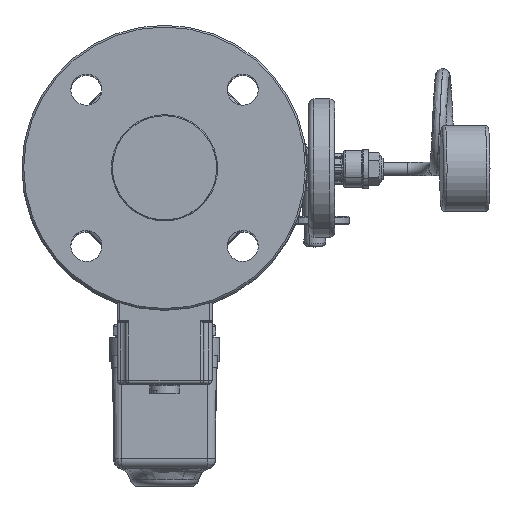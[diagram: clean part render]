
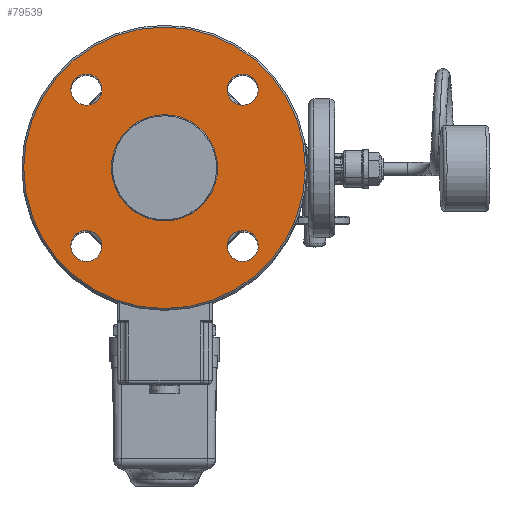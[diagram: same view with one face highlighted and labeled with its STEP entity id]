
A CAD part, top view. The second image highlights one B-rep face of the part: STEP entity #79539.
In plain terms, the highlighted planar face has unit normal (0, 0, 1).
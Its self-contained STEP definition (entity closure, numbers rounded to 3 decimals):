
#79117=CARTESIAN_POINT('Vertex',(14.742,305.602,224.5)) ;
#79131=CARTESIAN_POINT('Vertex',(-14.742,251.631,224.5)) ;
#79134=CARTESIAN_POINT('Axis2P3D Location',(0.,278.617,224.5)) ;
#79152=CARTESIAN_POINT('Axis2P3D Location',(0.,278.617,224.5)) ;
#79183=CARTESIAN_POINT('Vertex',(-44.302,242.311,224.5)) ;
#79186=CARTESIAN_POINT('Axis2P3D Location',(-45.255,233.362,224.5)) ;
#79190=CARTESIAN_POINT('Vertex',(-46.208,224.412,224.5)) ;
#79211=CARTESIAN_POINT('Axis2P3D Location',(-45.255,233.362,224.5)) ;
#79242=CARTESIAN_POINT('Vertex',(-44.302,314.922,224.5)) ;
#79245=CARTESIAN_POINT('Axis2P3D Location',(-45.255,323.871,224.5)) ;
#79249=CARTESIAN_POINT('Vertex',(-46.208,332.821,224.5)) ;
#79270=CARTESIAN_POINT('Axis2P3D Location',(-45.255,323.871,224.5)) ;
#79301=CARTESIAN_POINT('Vertex',(44.302,314.922,224.5)) ;
#79304=CARTESIAN_POINT('Axis2P3D Location',(45.255,323.871,224.5)) ;
#79308=CARTESIAN_POINT('Vertex',(46.208,332.821,224.5)) ;
#79329=CARTESIAN_POINT('Axis2P3D Location',(45.255,323.871,224.5)) ;
#79360=CARTESIAN_POINT('Vertex',(44.302,242.311,224.5)) ;
#79363=CARTESIAN_POINT('Axis2P3D Location',(45.255,233.362,224.5)) ;
#79367=CARTESIAN_POINT('Vertex',(46.208,224.412,224.5)) ;
#79388=CARTESIAN_POINT('Axis2P3D Location',(45.255,233.362,224.5)) ;
#79496=CARTESIAN_POINT('Axis2P3D Location',(0.,278.617,224.5)) ;
#79501=CARTESIAN_POINT('Axis2P3D Location',(0.,278.617,224.5)) ;
#79505=CARTESIAN_POINT('Vertex',(0.,360.117,224.5)) ;
#79507=CARTESIAN_POINT('Vertex',(0.,197.117,224.5)) ;
#79510=CARTESIAN_POINT('Axis2P3D Location',(0.,278.617,224.5)) ;
#79135=DIRECTION('Axis2P3D Direction',(0.,0.,-1.)) ;
#79153=DIRECTION('Axis2P3D Direction',(0.,0.,-1.)) ;
#79187=DIRECTION('Axis2P3D Direction',(0.,0.,1.)) ;
#79212=DIRECTION('Axis2P3D Direction',(0.,0.,1.)) ;
#79246=DIRECTION('Axis2P3D Direction',(0.,0.,1.)) ;
#79271=DIRECTION('Axis2P3D Direction',(0.,0.,1.)) ;
#79305=DIRECTION('Axis2P3D Direction',(0.,0.,1.)) ;
#79330=DIRECTION('Axis2P3D Direction',(0.,0.,1.)) ;
#79364=DIRECTION('Axis2P3D Direction',(0.,0.,1.)) ;
#79389=DIRECTION('Axis2P3D Direction',(0.,0.,1.)) ;
#79497=DIRECTION('Axis2P3D Direction',(0.,0.,1.)) ;
#79498=DIRECTION('Axis2P3D XDirection',(0.,-1.,0.)) ;
#79502=DIRECTION('Axis2P3D Direction',(0.,0.,1.)) ;
#79511=DIRECTION('Axis2P3D Direction',(0.,0.,1.)) ;
#79136=AXIS2_PLACEMENT_3D('Circle Axis2P3D',#79134,#79135,$) ;
#79154=AXIS2_PLACEMENT_3D('Circle Axis2P3D',#79152,#79153,$) ;
#79188=AXIS2_PLACEMENT_3D('Circle Axis2P3D',#79186,#79187,$) ;
#79213=AXIS2_PLACEMENT_3D('Circle Axis2P3D',#79211,#79212,$) ;
#79247=AXIS2_PLACEMENT_3D('Circle Axis2P3D',#79245,#79246,$) ;
#79272=AXIS2_PLACEMENT_3D('Circle Axis2P3D',#79270,#79271,$) ;
#79306=AXIS2_PLACEMENT_3D('Circle Axis2P3D',#79304,#79305,$) ;
#79331=AXIS2_PLACEMENT_3D('Circle Axis2P3D',#79329,#79330,$) ;
#79365=AXIS2_PLACEMENT_3D('Circle Axis2P3D',#79363,#79364,$) ;
#79390=AXIS2_PLACEMENT_3D('Circle Axis2P3D',#79388,#79389,$) ;
#79499=AXIS2_PLACEMENT_3D('Plane Axis2P3D',#79496,#79497,#79498) ;
#79503=AXIS2_PLACEMENT_3D('Circle Axis2P3D',#79501,#79502,$) ;
#79512=AXIS2_PLACEMENT_3D('Circle Axis2P3D',#79510,#79511,$) ;
#79137=CIRCLE('generated circle',#79136,30.75) ;
#79155=CIRCLE('generated circle',#79154,30.75) ;
#79189=CIRCLE('generated circle',#79188,9.) ;
#79214=CIRCLE('generated circle',#79213,9.) ;
#79248=CIRCLE('generated circle',#79247,9.) ;
#79273=CIRCLE('generated circle',#79272,9.) ;
#79307=CIRCLE('generated circle',#79306,9.) ;
#79332=CIRCLE('generated circle',#79331,9.) ;
#79366=CIRCLE('generated circle',#79365,9.) ;
#79391=CIRCLE('generated circle',#79390,9.) ;
#79504=CIRCLE('generated circle',#79503,81.5) ;
#79513=CIRCLE('generated circle',#79512,81.5) ;
#79500=PLANE('',#79499) ;
#79522=FACE_BOUND('',#79519,.T.) ;
#79526=FACE_BOUND('',#79523,.T.) ;
#79530=FACE_BOUND('',#79527,.T.) ;
#79534=FACE_BOUND('',#79531,.T.) ;
#79538=FACE_BOUND('',#79535,.T.) ;
#79138=EDGE_CURVE('',#79132,#79118,#79137,.F.) ;
#79156=EDGE_CURVE('',#79118,#79132,#79155,.F.) ;
#79192=EDGE_CURVE('',#79184,#79191,#79189,.T.) ;
#79215=EDGE_CURVE('',#79191,#79184,#79214,.T.) ;
#79251=EDGE_CURVE('',#79243,#79250,#79248,.T.) ;
#79274=EDGE_CURVE('',#79250,#79243,#79273,.T.) ;
#79310=EDGE_CURVE('',#79302,#79309,#79307,.T.) ;
#79333=EDGE_CURVE('',#79309,#79302,#79332,.T.) ;
#79369=EDGE_CURVE('',#79361,#79368,#79366,.T.) ;
#79392=EDGE_CURVE('',#79368,#79361,#79391,.T.) ;
#79509=EDGE_CURVE('',#79506,#79508,#79504,.T.) ;
#79514=EDGE_CURVE('',#79508,#79506,#79513,.T.) ;
#79516=ORIENTED_EDGE('',*,*,#79509,.T.) ;
#79517=ORIENTED_EDGE('',*,*,#79514,.T.) ;
#79520=ORIENTED_EDGE('',*,*,#79156,.F.) ;
#79521=ORIENTED_EDGE('',*,*,#79138,.F.) ;
#79524=ORIENTED_EDGE('',*,*,#79392,.F.) ;
#79525=ORIENTED_EDGE('',*,*,#79369,.F.) ;
#79528=ORIENTED_EDGE('',*,*,#79333,.F.) ;
#79529=ORIENTED_EDGE('',*,*,#79310,.F.) ;
#79532=ORIENTED_EDGE('',*,*,#79274,.F.) ;
#79533=ORIENTED_EDGE('',*,*,#79251,.F.) ;
#79536=ORIENTED_EDGE('',*,*,#79215,.F.) ;
#79537=ORIENTED_EDGE('',*,*,#79192,.F.) ;
#79515=EDGE_LOOP('',(#79516,#79517)) ;
#79519=EDGE_LOOP('',(#79520,#79521)) ;
#79523=EDGE_LOOP('',(#79524,#79525)) ;
#79527=EDGE_LOOP('',(#79528,#79529)) ;
#79531=EDGE_LOOP('',(#79532,#79533)) ;
#79535=EDGE_LOOP('',(#79536,#79537)) ;
#79118=VERTEX_POINT('',#79117) ;
#79132=VERTEX_POINT('',#79131) ;
#79184=VERTEX_POINT('',#79183) ;
#79191=VERTEX_POINT('',#79190) ;
#79243=VERTEX_POINT('',#79242) ;
#79250=VERTEX_POINT('',#79249) ;
#79302=VERTEX_POINT('',#79301) ;
#79309=VERTEX_POINT('',#79308) ;
#79361=VERTEX_POINT('',#79360) ;
#79368=VERTEX_POINT('',#79367) ;
#79506=VERTEX_POINT('',#79505) ;
#79508=VERTEX_POINT('',#79507) ;
#79539=ADVANCED_FACE('PartBody',(#79518,#79522,#79526,#79530,#79534,#79538),#79500,.T.) ;
#79518=FACE_OUTER_BOUND('',#79515,.T.) ;
